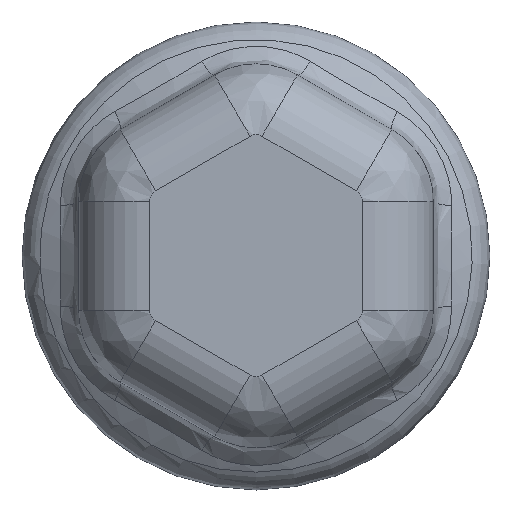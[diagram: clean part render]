
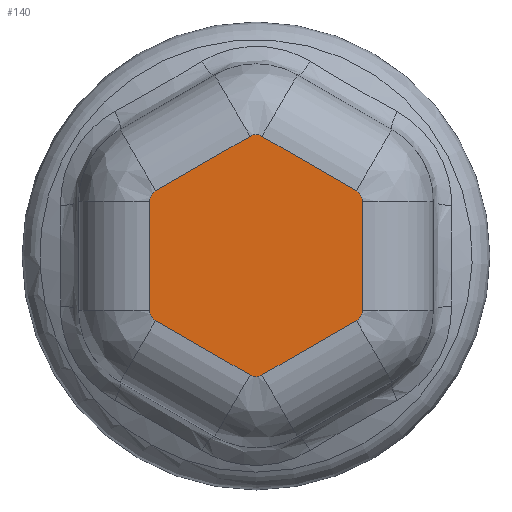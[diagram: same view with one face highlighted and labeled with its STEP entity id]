
A CAD part, top view. The second image highlights one B-rep face of the part: STEP entity #140.
In plain terms, the highlighted planar face has unit normal (0, 0, 1).
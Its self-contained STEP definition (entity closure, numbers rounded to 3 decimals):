
#140 = ADVANCED_FACE( '', ( #289 ), #290, .T. );
#289 = FACE_OUTER_BOUND( '', #2623, .T. );
#290 = PLANE( '', #2624 );
#2623 = EDGE_LOOP( '', ( #3134, #3135, #3136, #3137, #3138, #3139, #3140, #3141, #3142, #3143, #3144, #3145 ) );
#2624 = AXIS2_PLACEMENT_3D( '', #3146, #3147, #3148 );
#3134 = ORIENTED_EDGE( '', *, *, #3372, .F. );
#3135 = ORIENTED_EDGE( '', *, *, #3395, .T. );
#3136 = ORIENTED_EDGE( '', *, *, #3368, .F. );
#3137 = ORIENTED_EDGE( '', *, *, #3374, .T. );
#3138 = ORIENTED_EDGE( '', *, *, #3396, .F. );
#3139 = ORIENTED_EDGE( '', *, *, #3397, .T. );
#3140 = ORIENTED_EDGE( '', *, *, #3398, .F. );
#3141 = ORIENTED_EDGE( '', *, *, #3399, .T. );
#3142 = ORIENTED_EDGE( '', *, *, #3400, .F. );
#3143 = ORIENTED_EDGE( '', *, *, #3401, .T. );
#3144 = ORIENTED_EDGE( '', *, *, #3402, .F. );
#3145 = ORIENTED_EDGE( '', *, *, #3403, .T. );
#3146 = CARTESIAN_POINT( '', ( 7.5, 4.33, 9. ) );
#3147 = DIRECTION( '', ( 0., 0., 1. ) );
#3148 = DIRECTION( '', ( 0.5, 0.866, 0. ) );
#3368 = EDGE_CURVE( '', #3619, #3617, #3621, .F. );
#3372 = EDGE_CURVE( '', #3625, #3623, #3627, .F. );
#3374 = EDGE_CURVE( '', #3619, #3628, #3630, .T. );
#3395 = EDGE_CURVE( '', #3625, #3617, #3661, .T. );
#3396 = EDGE_CURVE( '', #3662, #3628, #3663, .F. );
#3397 = EDGE_CURVE( '', #3662, #3664, #3665, .T. );
#3398 = EDGE_CURVE( '', #3666, #3664, #3667, .F. );
#3399 = EDGE_CURVE( '', #3666, #3668, #3669, .T. );
#3400 = EDGE_CURVE( '', #3670, #3668, #3671, .F. );
#3401 = EDGE_CURVE( '', #3670, #3672, #3673, .T. );
#3402 = EDGE_CURVE( '', #3674, #3672, #3675, .F. );
#3403 = EDGE_CURVE( '', #3674, #3623, #3676, .T. );
#3617 = VERTEX_POINT( '', #5109 );
#3619 = VERTEX_POINT( '', #5111 );
#3621 = CIRCLE( '', #5113, 0.5 );
#3623 = VERTEX_POINT( '', #5115 );
#3625 = VERTEX_POINT( '', #5117 );
#3627 = CIRCLE( '', #5119, 0.5 );
#3628 = VERTEX_POINT( '', #5120 );
#3630 = LINE( '', #5122, #5123 );
#3661 = LINE( '', #5160, #5161 );
#3662 = VERTEX_POINT( '', #5162 );
#3663 = CIRCLE( '', #5163, 0.5 );
#3664 = VERTEX_POINT( '', #5164 );
#3665 = LINE( '', #5165, #5166 );
#3666 = VERTEX_POINT( '', #5167 );
#3667 = CIRCLE( '', #5168, 0.5 );
#3668 = VERTEX_POINT( '', #5169 );
#3669 = LINE( '', #5170, #5171 );
#3670 = VERTEX_POINT( '', #5172 );
#3671 = CIRCLE( '', #5173, 0.5 );
#3672 = VERTEX_POINT( '', #5174 );
#3673 = LINE( '', #5175, #5176 );
#3674 = VERTEX_POINT( '', #5177 );
#3675 = CIRCLE( '', #5178, 0.5 );
#3676 = LINE( '', #5179, #5180 );
#5109 = CARTESIAN_POINT( '', ( -0.25, -5.052, 9. ) );
#5111 = CARTESIAN_POINT( '', ( 0.25, -5.052, 9. ) );
#5113 = AXIS2_PLACEMENT_3D( '', #5359, #5360, #5361 );
#5115 = CARTESIAN_POINT( '', ( -4.5, -2.309, 9. ) );
#5117 = CARTESIAN_POINT( '', ( -4.25, -2.742, 9. ) );
#5119 = AXIS2_PLACEMENT_3D( '', #5371, #5372, #5373 );
#5120 = CARTESIAN_POINT( '', ( 4.25, -2.742, 9. ) );
#5122 = CARTESIAN_POINT( '', ( 6., -1.732, 9. ) );
#5123 = VECTOR( '', #5377, 1000. );
#5160 = CARTESIAN_POINT( '', ( 1.5, -6.062, 9. ) );
#5161 = VECTOR( '', #5426, 1000. );
#5162 = CARTESIAN_POINT( '', ( 4.5, -2.309, 9. ) );
#5163 = AXIS2_PLACEMENT_3D( '', #5427, #5428, #5429 );
#5164 = CARTESIAN_POINT( '', ( 4.5, 2.309, 9. ) );
#5165 = CARTESIAN_POINT( '', ( 4.5, 4.33, 9. ) );
#5166 = VECTOR( '', #5430, 1000. );
#5167 = CARTESIAN_POINT( '', ( 4.25, 2.742, 9. ) );
#5168 = AXIS2_PLACEMENT_3D( '', #5431, #5432, #5433 );
#5169 = CARTESIAN_POINT( '', ( 0.25, 5.052, 9. ) );
#5170 = CARTESIAN_POINT( '', ( -1.5, 6.062, 9. ) );
#5171 = VECTOR( '', #5434, 1000. );
#5172 = CARTESIAN_POINT( '', ( -0.25, 5.052, 9. ) );
#5173 = AXIS2_PLACEMENT_3D( '', #5435, #5436, #5437 );
#5174 = CARTESIAN_POINT( '', ( -4.25, 2.742, 9. ) );
#5175 = CARTESIAN_POINT( '', ( -6., 1.732, 9. ) );
#5176 = VECTOR( '', #5438, 1000. );
#5177 = CARTESIAN_POINT( '', ( -4.5, 2.309, 9. ) );
#5178 = AXIS2_PLACEMENT_3D( '', #5439, #5440, #5441 );
#5179 = CARTESIAN_POINT( '', ( -4.5, -4.33, 9. ) );
#5180 = VECTOR( '', #5442, 1000. );
#5359 = CARTESIAN_POINT( '', ( 0., -4.619, 9. ) );
#5360 = DIRECTION( '', ( 0., 0., 1. ) );
#5361 = DIRECTION( '', ( 1., 0., 0. ) );
#5371 = CARTESIAN_POINT( '', ( -4., -2.309, 9. ) );
#5372 = DIRECTION( '', ( 0., 0., 1. ) );
#5373 = DIRECTION( '', ( 1., 0., 0. ) );
#5377 = DIRECTION( '', ( 0.866, 0.5, 0. ) );
#5426 = DIRECTION( '', ( 0.866, -0.5, 0. ) );
#5427 = CARTESIAN_POINT( '', ( 4., -2.309, 9. ) );
#5428 = DIRECTION( '', ( 0., 0., 1. ) );
#5429 = DIRECTION( '', ( 1., 0., 0. ) );
#5430 = DIRECTION( '', ( 0., 1., 0. ) );
#5431 = CARTESIAN_POINT( '', ( 4., 2.309, 9. ) );
#5432 = DIRECTION( '', ( 0., 0., 1. ) );
#5433 = DIRECTION( '', ( 1., 0., 0. ) );
#5434 = DIRECTION( '', ( -0.866, 0.5, 0. ) );
#5435 = CARTESIAN_POINT( '', ( 0., 4.619, 9. ) );
#5436 = DIRECTION( '', ( 0., 0., 1. ) );
#5437 = DIRECTION( '', ( 1., 0., 0. ) );
#5438 = DIRECTION( '', ( -0.866, -0.5, 0. ) );
#5439 = CARTESIAN_POINT( '', ( -4., 2.309, 9. ) );
#5440 = DIRECTION( '', ( 0., 0., 1. ) );
#5441 = DIRECTION( '', ( 1., 0., 0. ) );
#5442 = DIRECTION( '', ( 0., -1., 0. ) );
